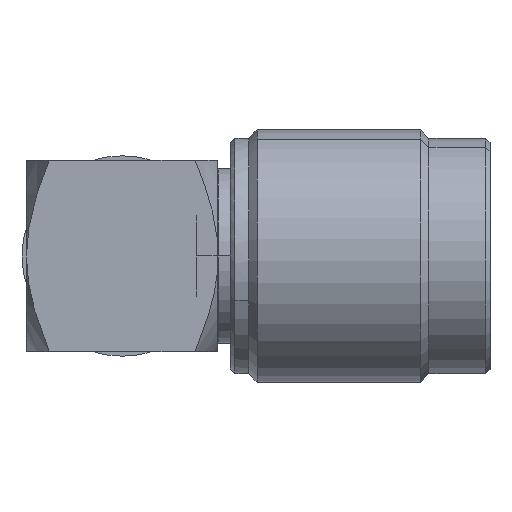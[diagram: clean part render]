
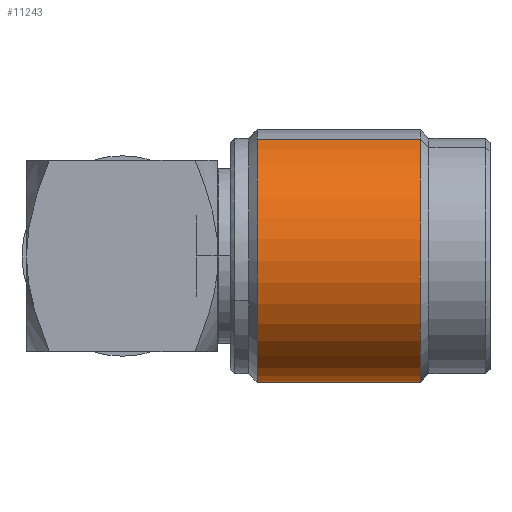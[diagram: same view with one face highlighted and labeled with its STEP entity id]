
A CAD part, left-side view. The second image highlights one B-rep face of the part: STEP entity #11243.
In plain terms, the highlighted cylindrical face has radius 7.252 mm (diameter 14.503 mm), a partial arc.
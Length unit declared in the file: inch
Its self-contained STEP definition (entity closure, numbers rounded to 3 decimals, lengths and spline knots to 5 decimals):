
#754 = CIRCLE ( 'NONE', #7492, 0.2855 ) ;
#1052 = DIRECTION ( 'NONE',  ( 1., 0., 0. ) ) ;
#1071 = EDGE_CURVE ( 'NONE', #7255, #9581, #3059, .T. ) ;
#1355 = DIRECTION ( 'NONE',  ( 0., 0.382, -0.924 ) ) ;
#1359 = EDGE_CURVE ( 'NONE', #3601, #7255, #4427, .T. ) ;
#1385 = EDGE_CURVE ( 'NONE', #9581, #6367, #7381, .T. ) ;
#1512 = EDGE_CURVE ( 'NONE', #6367, #6096, #754, .T. ) ;
#1558 = CARTESIAN_POINT ( 'NONE',  ( 0.30471, 0., 0. ) ) ;
#1795 = DIRECTION ( 'NONE',  ( 1., 0., 0. ) ) ;
#2365 = EDGE_LOOP ( 'NONE', ( #9945, #2809, #9114, #4044, #11691 ) ) ;
#2506 = CARTESIAN_POINT ( 'NONE',  ( -0.07929, 0., 0. ) ) ;
#2809 = ORIENTED_EDGE ( 'NONE', *, *, #10309, .T. ) ;
#2877 = DIRECTION ( 'NONE',  ( 0., 0.924, 0.382 ) ) ;
#3059 = CIRCLE ( 'NONE', #9784, 0.2855 ) ;
#3267 = CARTESIAN_POINT ( 'NONE',  ( 0.30471, 0.26387, 0.10902 ) ) ;
#3474 = DIRECTION ( 'NONE',  ( -1., 0., 0. ) ) ;
#3601 = VERTEX_POINT ( 'NONE', #7745 ) ;
#4044 = ORIENTED_EDGE ( 'NONE', *, *, #1385, .F. ) ;
#4129 = DIRECTION ( 'NONE',  ( 1., 0., 0. ) ) ;
#4208 = CARTESIAN_POINT ( 'NONE',  ( 0.67321, -0.10902, 0.26387 ) ) ;
#4427 = CIRCLE ( 'NONE', #9204, 0.2855 ) ;
#4635 = CARTESIAN_POINT ( 'NONE',  ( 0.30471, 0., 0. ) ) ;
#5110 = LINE ( 'NONE', #6848, #6319 ) ;
#5238 = DIRECTION ( 'NONE',  ( 0., 0.924, 0.382 ) ) ;
#5320 = CARTESIAN_POINT ( 'NONE',  ( 0.30471, 0.10902, -0.26387 ) ) ;
#5604 = CARTESIAN_POINT ( 'NONE',  ( 0.67321, 0.10902, -0.26387 ) ) ;
#5736 = AXIS2_PLACEMENT_3D ( 'NONE', #2506, #6837, #1355 ) ;
#6096 = VERTEX_POINT ( 'NONE', #4208 ) ;
#6319 = VECTOR ( 'NONE', #4129, 39.37008 ) ;
#6367 = VERTEX_POINT ( 'NONE', #5604 ) ;
#6436 = CARTESIAN_POINT ( 'NONE',  ( -0.07929, 0.10902, -0.26387 ) ) ;
#6837 = DIRECTION ( 'NONE',  ( 1., 0., 0. ) ) ;
#6848 = CARTESIAN_POINT ( 'NONE',  ( -0.07929, -0.10902, 0.26387 ) ) ;
#6896 = CYLINDRICAL_SURFACE ( 'NONE', #5736, 0.2855 ) ;
#7255 = VERTEX_POINT ( 'NONE', #3267 ) ;
#7381 = LINE ( 'NONE', #6436, #11301 ) ;
#7397 = DIRECTION ( 'NONE',  ( -1., 0., 0. ) ) ;
#7492 = AXIS2_PLACEMENT_3D ( 'NONE', #11132, #1795, #8269 ) ;
#7745 = CARTESIAN_POINT ( 'NONE',  ( 0.30471, -0.10902, 0.26387 ) ) ;
#8269 = DIRECTION ( 'NONE',  ( 0., -0.382, 0.924 ) ) ;
#9114 = ORIENTED_EDGE ( 'NONE', *, *, #1512, .F. ) ;
#9204 = AXIS2_PLACEMENT_3D ( 'NONE', #1558, #3474, #5238 ) ;
#9581 = VERTEX_POINT ( 'NONE', #5320 ) ;
#9784 = AXIS2_PLACEMENT_3D ( 'NONE', #4635, #7397, #2877 ) ;
#9945 = ORIENTED_EDGE ( 'NONE', *, *, #1359, .F. ) ;
#10309 = EDGE_CURVE ( 'NONE', #3601, #6096, #5110, .T. ) ;
#11132 = CARTESIAN_POINT ( 'NONE',  ( 0.67321, 0., 0. ) ) ;
#11243 = ADVANCED_FACE ( 'NONE', ( #11544 ), #6896, .T. ) ;
#11301 = VECTOR ( 'NONE', #1052, 39.37008 ) ;
#11544 = FACE_OUTER_BOUND ( 'NONE', #2365, .T. ) ;
#11691 = ORIENTED_EDGE ( 'NONE', *, *, #1071, .F. ) ;
